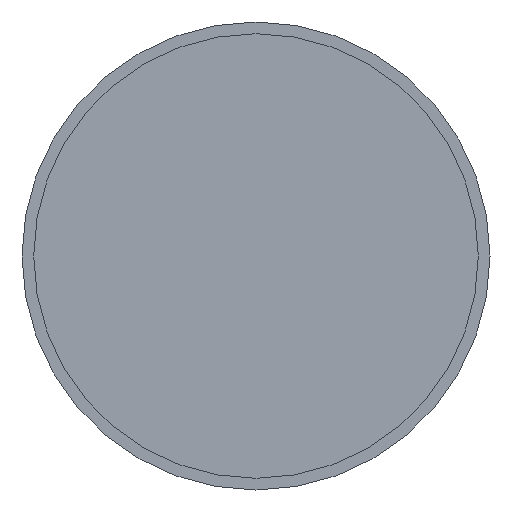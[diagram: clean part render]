
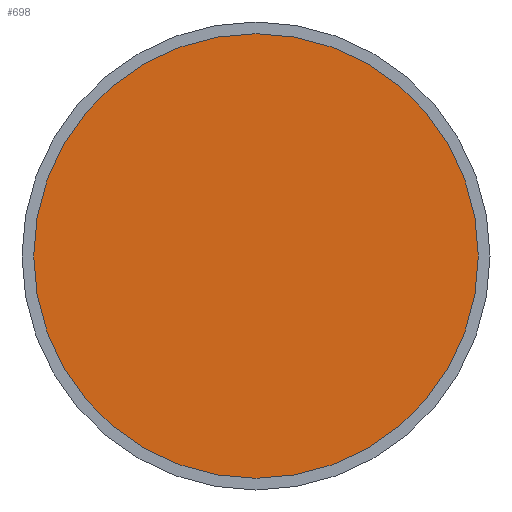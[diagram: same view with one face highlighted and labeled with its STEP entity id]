
A CAD part, front view. The second image highlights one B-rep face of the part: STEP entity #698.
In plain terms, the highlighted planar face has unit normal (0, -1, 0).
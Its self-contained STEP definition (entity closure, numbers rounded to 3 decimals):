
#23 = DIRECTION ( 'NONE',  ( 0., -1., 0. ) ) ;
#80 = ORIENTED_EDGE ( 'NONE', *, *, #709, .T. ) ;
#147 = CARTESIAN_POINT ( 'NONE',  ( 0., 0., 0. ) ) ;
#292 = CARTESIAN_POINT ( 'NONE',  ( 38., 0., 0. ) ) ;
#400 = AXIS2_PLACEMENT_3D ( 'NONE', #1474, #23, #538 ) ;
#421 = EDGE_CURVE ( 'NONE', #724, #553, #1438, .T. ) ;
#431 = AXIS2_PLACEMENT_3D ( 'NONE', #1044, #487, #1147 ) ;
#487 = DIRECTION ( 'NONE',  ( 0., -1., 0. ) ) ;
#538 = DIRECTION ( 'NONE',  ( 1., 0., 0. ) ) ;
#553 = VERTEX_POINT ( 'NONE', #1614 ) ;
#698 = ADVANCED_FACE ( 'NONE', ( #1349 ), #1190, .F. ) ;
#709 = EDGE_CURVE ( 'NONE', #553, #724, #1130, .T. ) ;
#724 = VERTEX_POINT ( 'NONE', #292 ) ;
#934 = DIRECTION ( 'NONE',  ( 0., 1., 0. ) ) ;
#955 = DIRECTION ( 'NONE',  ( -1., 0., 0. ) ) ;
#1044 = CARTESIAN_POINT ( 'NONE',  ( 0., 0., 0. ) ) ;
#1130 = CIRCLE ( 'NONE', #400, 38. ) ;
#1147 = DIRECTION ( 'NONE',  ( 1., 0., 0. ) ) ;
#1190 = PLANE ( 'NONE',  #1526 ) ;
#1230 = ORIENTED_EDGE ( 'NONE', *, *, #421, .T. ) ;
#1349 = FACE_OUTER_BOUND ( 'NONE', #1416, .T. ) ;
#1416 = EDGE_LOOP ( 'NONE', ( #1230, #80 ) ) ;
#1438 = CIRCLE ( 'NONE', #431, 38. ) ;
#1474 = CARTESIAN_POINT ( 'NONE',  ( 0., 0., 0. ) ) ;
#1526 = AXIS2_PLACEMENT_3D ( 'NONE', #147, #934, #955 ) ;
#1614 = CARTESIAN_POINT ( 'NONE',  ( -38., 0., 0. ) ) ;
